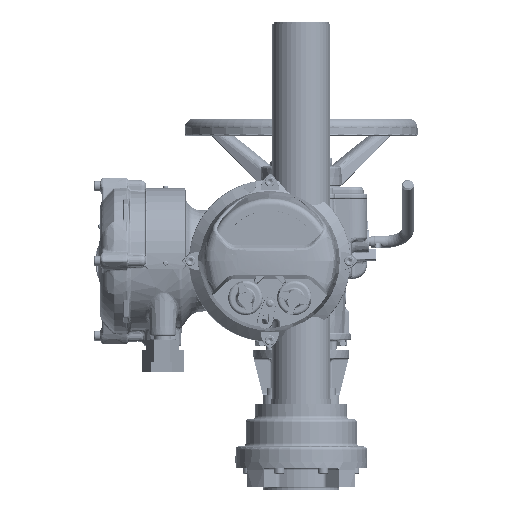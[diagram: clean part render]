
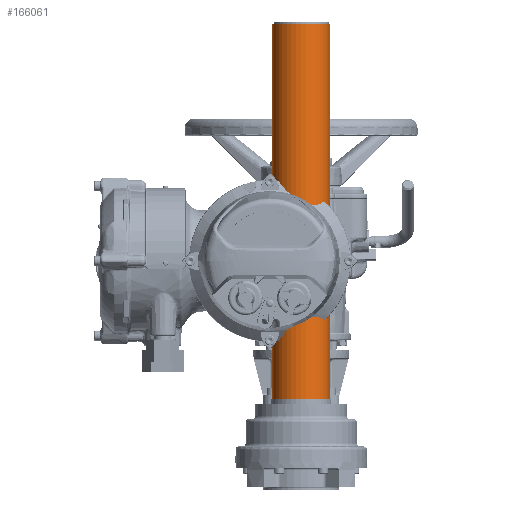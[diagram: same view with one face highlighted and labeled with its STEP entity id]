
A CAD part, left-side view. The second image highlights one B-rep face of the part: STEP entity #166061.
In plain terms, the highlighted cylindrical face has radius 38.05 mm (diameter 76.1 mm), a full revolution.
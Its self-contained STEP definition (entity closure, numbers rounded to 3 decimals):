
#12264=CYLINDRICAL_SURFACE('',#174088,38.05);
#23382=ORIENTED_EDGE('',*,*,#59768,.F.);
#23383=ORIENTED_EDGE('',*,*,#59769,.T.);
#59768=EDGE_CURVE('',#77990,#77990,#89442,.F.);
#59769=EDGE_CURVE('',#77991,#77991,#89443,.T.);
#77990=VERTEX_POINT('',#215407);
#77991=VERTEX_POINT('',#215409);
#89442=CIRCLE('',#174089,38.05);
#89443=CIRCLE('',#174090,38.05);
#95372=EDGE_LOOP('',(#23382));
#95373=EDGE_LOOP('',(#23383));
#104118=FACE_BOUND('',#95372,.T.);
#104119=FACE_BOUND('',#95373,.T.);
#166061=ADVANCED_FACE('',(#104118,#104119),#12264,.T.);
#174088=AXIS2_PLACEMENT_3D('',#215405,#186002,#186003);
#174089=AXIS2_PLACEMENT_3D('',#215406,#186004,#186005);
#174090=AXIS2_PLACEMENT_3D('',#215408,#186006,#186007);
#186002=DIRECTION('',(0.,0.,-1.));
#186003=DIRECTION('',(-1.,0.,0.));
#186004=DIRECTION('',(0.,0.,1.));
#186005=DIRECTION('',(1.,0.,0.));
#186006=DIRECTION('',(0.,0.,-1.));
#186007=DIRECTION('',(1.,0.,0.));
#215405=CARTESIAN_POINT('',(0.,0.,215.));
#215406=CARTESIAN_POINT('',(0.,0.,-281.75));
#215407=CARTESIAN_POINT('',(38.05,0.,-281.75));
#215408=CARTESIAN_POINT('',(0.,0.,215.));
#215409=CARTESIAN_POINT('',(38.05,0.,215.));
